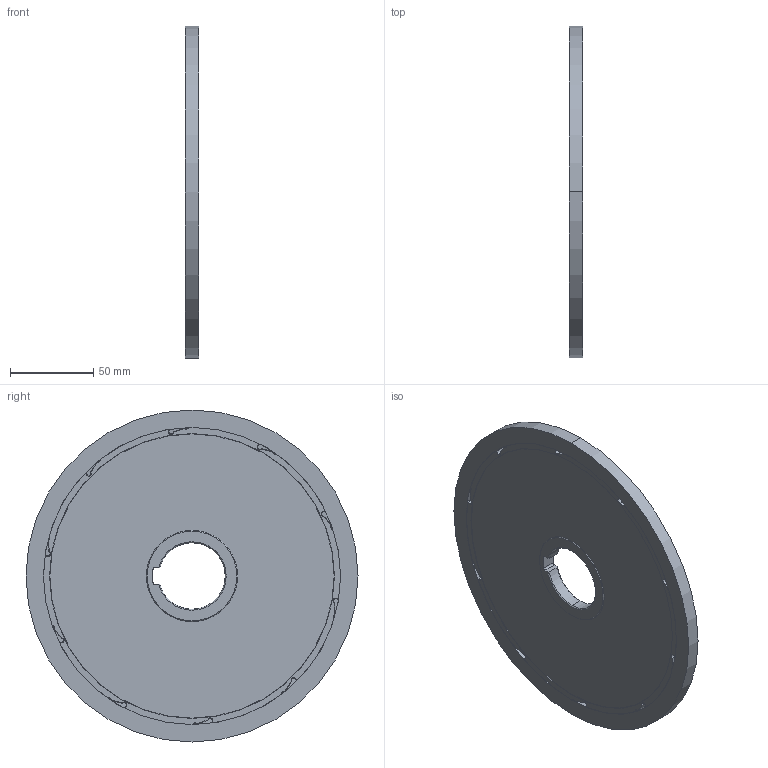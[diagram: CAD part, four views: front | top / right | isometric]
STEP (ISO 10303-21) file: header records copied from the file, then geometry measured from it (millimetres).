
FILE_DESCRIPTION (( 'STEP AP214' ), '1' );
FILE_NAME ('SF 200-08-10.STEP', '2012-04-12T08:57:13', ( '' ), ( '' ), 'SwSTEP 2.0', 'SolidWorks 2012', '' );
FILE_SCHEMA (( 'AUTOMOTIVE_DESIGN' ));
Length unit declared in the file: millimetre
Products named in the file (1): SF 200-08-10
Bounding box: 8 x 200 x 200 mm (x, y, z)
Volume: 217396.2 mm3; surface area: 69472.7 mm2
Topology: 1 solids, 1 shells, 143 faces, 401 edges, 266 vertices
Faces by surface type: cylinder 68, plane 61, cone 14
Entity records: 4711 total; most frequent: CARTESIAN_POINT 1192, ORIENTED_EDGE 802, DIRECTION 687, EDGE_CURVE 401, VERTEX_POINT 266, AXIS2_PLACEMENT_3D 264, VECTOR 159, LINE 159
